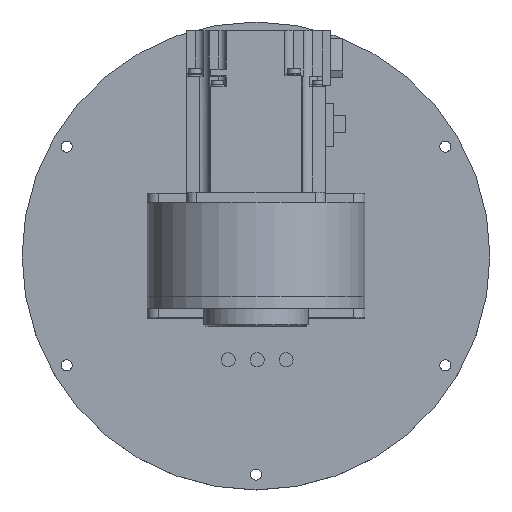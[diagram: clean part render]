
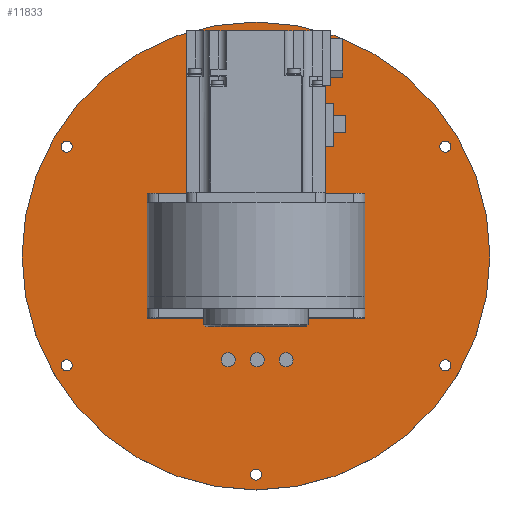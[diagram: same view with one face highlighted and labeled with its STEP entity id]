
A CAD part, top view. The second image highlights one B-rep face of the part: STEP entity #11833.
In plain terms, the highlighted face is planar.
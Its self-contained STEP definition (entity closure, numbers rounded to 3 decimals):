
#269=FACE_BOUND('',#1959,.T.);
#270=FACE_BOUND('',#1960,.T.);
#271=FACE_BOUND('',#1961,.T.);
#272=FACE_BOUND('',#1962,.T.);
#273=FACE_BOUND('',#1963,.T.);
#274=FACE_BOUND('',#1964,.T.);
#275=FACE_BOUND('',#1965,.T.);
#276=FACE_BOUND('',#1966,.T.);
#277=FACE_BOUND('',#1967,.T.);
#278=FACE_BOUND('',#1968,.T.);
#279=FACE_BOUND('',#1969,.T.);
#280=FACE_BOUND('',#1970,.T.);
#281=FACE_BOUND('',#1971,.T.);
#662=PLANE('',#13300);
#1239=FACE_OUTER_BOUND('',#1958,.T.);
#1958=EDGE_LOOP('',(#7975));
#1959=EDGE_LOOP('',(#7976));
#1960=EDGE_LOOP('',(#7977));
#1961=EDGE_LOOP('',(#7978));
#1962=EDGE_LOOP('',(#7979));
#1963=EDGE_LOOP('',(#7980));
#1964=EDGE_LOOP('',(#7981));
#1965=EDGE_LOOP('',(#7982));
#1966=EDGE_LOOP('',(#7983));
#1967=EDGE_LOOP('',(#7984));
#1968=EDGE_LOOP('',(#7985));
#1969=EDGE_LOOP('',(#7986));
#1970=EDGE_LOOP('',(#7987));
#1971=EDGE_LOOP('',(#7988));
#4421=CIRCLE('',#13260,3.);
#4423=CIRCLE('',#13263,3.);
#4425=CIRCLE('',#13266,3.);
#4426=CIRCLE('',#13268,2.4);
#4428=CIRCLE('',#13271,2.4);
#4430=CIRCLE('',#13274,2.4);
#4432=CIRCLE('',#13277,2.4);
#4434=CIRCLE('',#13280,2.4);
#4436=CIRCLE('',#13283,2.4);
#4438=CIRCLE('',#13286,2.5);
#4440=CIRCLE('',#13289,2.5);
#4442=CIRCLE('',#13292,2.5);
#4444=CIRCLE('',#13295,2.5);
#4446=CIRCLE('',#13298,101.);
#5246=VERTEX_POINT('',#18876);
#5248=VERTEX_POINT('',#18882);
#5250=VERTEX_POINT('',#18888);
#5251=VERTEX_POINT('',#18892);
#5253=VERTEX_POINT('',#18898);
#5255=VERTEX_POINT('',#18904);
#5257=VERTEX_POINT('',#18910);
#5259=VERTEX_POINT('',#18916);
#5261=VERTEX_POINT('',#18922);
#5263=VERTEX_POINT('',#18928);
#5265=VERTEX_POINT('',#18934);
#5267=VERTEX_POINT('',#18940);
#5269=VERTEX_POINT('',#18946);
#5271=VERTEX_POINT('',#18952);
#6276=EDGE_CURVE('',#5246,#5246,#4421,.T.);
#6279=EDGE_CURVE('',#5248,#5248,#4423,.T.);
#6282=EDGE_CURVE('',#5250,#5250,#4425,.T.);
#6283=EDGE_CURVE('',#5251,#5251,#4426,.T.);
#6286=EDGE_CURVE('',#5253,#5253,#4428,.T.);
#6289=EDGE_CURVE('',#5255,#5255,#4430,.T.);
#6292=EDGE_CURVE('',#5257,#5257,#4432,.T.);
#6295=EDGE_CURVE('',#5259,#5259,#4434,.T.);
#6298=EDGE_CURVE('',#5261,#5261,#4436,.T.);
#6301=EDGE_CURVE('',#5263,#5263,#4438,.T.);
#6304=EDGE_CURVE('',#5265,#5265,#4440,.T.);
#6307=EDGE_CURVE('',#5267,#5267,#4442,.T.);
#6310=EDGE_CURVE('',#5269,#5269,#4444,.T.);
#6313=EDGE_CURVE('',#5271,#5271,#4446,.T.);
#7975=ORIENTED_EDGE('',*,*,#6313,.T.);
#7976=ORIENTED_EDGE('',*,*,#6276,.T.);
#7977=ORIENTED_EDGE('',*,*,#6279,.T.);
#7978=ORIENTED_EDGE('',*,*,#6282,.T.);
#7979=ORIENTED_EDGE('',*,*,#6283,.T.);
#7980=ORIENTED_EDGE('',*,*,#6286,.T.);
#7981=ORIENTED_EDGE('',*,*,#6289,.T.);
#7982=ORIENTED_EDGE('',*,*,#6292,.T.);
#7983=ORIENTED_EDGE('',*,*,#6295,.T.);
#7984=ORIENTED_EDGE('',*,*,#6298,.T.);
#7985=ORIENTED_EDGE('',*,*,#6301,.T.);
#7986=ORIENTED_EDGE('',*,*,#6304,.T.);
#7987=ORIENTED_EDGE('',*,*,#6307,.T.);
#7988=ORIENTED_EDGE('',*,*,#6310,.T.);
#11833=ADVANCED_FACE('',(#1239,#269,#270,#271,#272,#273,#274,#275,#276,
#277,#278,#279,#280,#281),#662,.T.);
#13260=AXIS2_PLACEMENT_3D('',#18878,#14926,#14927);
#13263=AXIS2_PLACEMENT_3D('',#18884,#14933,#14934);
#13266=AXIS2_PLACEMENT_3D('',#18890,#14940,#14941);
#13268=AXIS2_PLACEMENT_3D('',#18893,#14944,#14945);
#13271=AXIS2_PLACEMENT_3D('',#18899,#14951,#14952);
#13274=AXIS2_PLACEMENT_3D('',#18905,#14958,#14959);
#13277=AXIS2_PLACEMENT_3D('',#18911,#14965,#14966);
#13280=AXIS2_PLACEMENT_3D('',#18917,#14972,#14973);
#13283=AXIS2_PLACEMENT_3D('',#18923,#14979,#14980);
#13286=AXIS2_PLACEMENT_3D('',#18929,#14986,#14987);
#13289=AXIS2_PLACEMENT_3D('',#18935,#14993,#14994);
#13292=AXIS2_PLACEMENT_3D('',#18941,#15000,#15001);
#13295=AXIS2_PLACEMENT_3D('',#18947,#15007,#15008);
#13298=AXIS2_PLACEMENT_3D('',#18953,#15014,#15015);
#13300=AXIS2_PLACEMENT_3D('',#18957,#15019,#15020);
#14926=DIRECTION('center_axis',(1.,0.,0.));
#14927=DIRECTION('ref_axis',(0.,0.,-1.));
#14933=DIRECTION('center_axis',(1.,0.,0.));
#14934=DIRECTION('ref_axis',(0.,0.,-1.));
#14940=DIRECTION('center_axis',(1.,0.,0.));
#14941=DIRECTION('ref_axis',(0.,0.,-1.));
#14944=DIRECTION('center_axis',(1.,0.,0.));
#14945=DIRECTION('ref_axis',(0.,0.,1.));
#14951=DIRECTION('center_axis',(1.,0.,0.));
#14952=DIRECTION('ref_axis',(0.,0.,1.));
#14958=DIRECTION('center_axis',(1.,0.,0.));
#14959=DIRECTION('ref_axis',(0.,0.,1.));
#14965=DIRECTION('center_axis',(1.,0.,0.));
#14966=DIRECTION('ref_axis',(0.,0.,1.));
#14972=DIRECTION('center_axis',(1.,0.,0.));
#14973=DIRECTION('ref_axis',(0.,0.,1.));
#14979=DIRECTION('center_axis',(1.,0.,0.));
#14980=DIRECTION('ref_axis',(0.,0.,1.));
#14986=DIRECTION('center_axis',(1.,0.,0.));
#14987=DIRECTION('ref_axis',(0.,0.,1.));
#14993=DIRECTION('center_axis',(1.,0.,0.));
#14994=DIRECTION('ref_axis',(0.,0.,1.));
#15000=DIRECTION('center_axis',(1.,0.,0.));
#15001=DIRECTION('ref_axis',(0.,0.,1.));
#15007=DIRECTION('center_axis',(1.,0.,0.));
#15008=DIRECTION('ref_axis',(0.,0.,1.));
#15014=DIRECTION('center_axis',(-1.,0.,0.));
#15015=DIRECTION('ref_axis',(0.,0.,1.));
#15019=DIRECTION('center_axis',(-1.,0.,0.));
#15020=DIRECTION('ref_axis',(0.,0.,1.));
#18876=CARTESIAN_POINT('',(-141.,-12.,68.1));
#18878=CARTESIAN_POINT('Origin',(-141.,-12.,65.1));
#18882=CARTESIAN_POINT('',(-141.,13.,68.1));
#18884=CARTESIAN_POINT('Origin',(-141.,13.,65.1));
#18888=CARTESIAN_POINT('',(-141.,0.5,68.1));
#18890=CARTESIAN_POINT('Origin',(-141.,0.5,65.1));
#18892=CARTESIAN_POINT('',(-141.,0.,-76.475));
#18893=CARTESIAN_POINT('Origin',(-141.,0.,-74.075));
#18898=CARTESIAN_POINT('',(-141.,0.,112.275));
#18899=CARTESIAN_POINT('Origin',(-141.,0.,114.675));
#18904=CARTESIAN_POINT('',(-141.,-81.731,-29.288));
#18905=CARTESIAN_POINT('Origin',(-141.,-81.731,-26.888));
#18910=CARTESIAN_POINT('',(-141.,-81.731,65.088));
#18911=CARTESIAN_POINT('Origin',(-141.,-81.731,67.488));
#18916=CARTESIAN_POINT('',(-141.,81.731,-29.288));
#18917=CARTESIAN_POINT('Origin',(-141.,81.731,-26.888));
#18922=CARTESIAN_POINT('',(-141.,81.731,65.088));
#18923=CARTESIAN_POINT('Origin',(-141.,81.731,67.488));
#18928=CARTESIAN_POINT('',(-141.,0.,32.8));
#18929=CARTESIAN_POINT('Origin',(-141.,0.,35.3));
#18934=CARTESIAN_POINT('',(-141.,0.,2.8));
#18935=CARTESIAN_POINT('Origin',(-141.,0.,5.3));
#18940=CARTESIAN_POINT('',(-141.,-15.,17.8));
#18941=CARTESIAN_POINT('Origin',(-141.,-15.,20.3));
#18946=CARTESIAN_POINT('',(-141.,15.,17.8));
#18947=CARTESIAN_POINT('Origin',(-141.,15.,20.3));
#18952=CARTESIAN_POINT('',(-141.,0.,-80.7));
#18953=CARTESIAN_POINT('Origin',(-141.,0.,20.3));
#18957=CARTESIAN_POINT('Origin',(-141.,0.,20.3));
